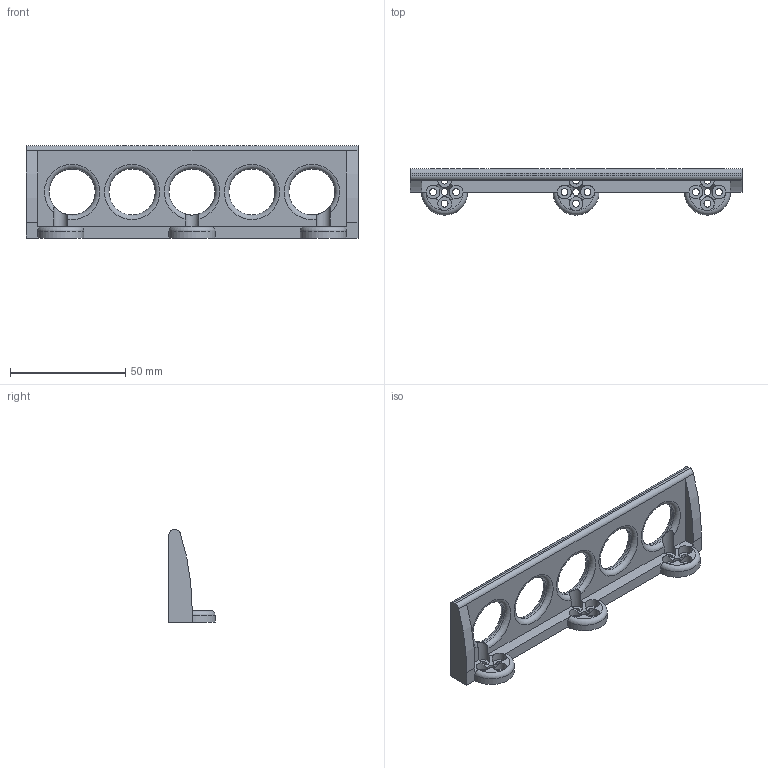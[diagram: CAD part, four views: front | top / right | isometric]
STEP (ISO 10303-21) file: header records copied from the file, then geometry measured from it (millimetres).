
FILE_DESCRIPTION(/* description */ (''),/* implementation_level */ '2;1');
FILE_NAME(/* name */ '20mm tooling v1.stp',/* time_stamp */ '2021-10-12T21:20:14+01:00',/* author */ (''),/* organization */ (''),/* preprocessor_version */ 'ST-DEVELOPER v18.1',/* originating_system */ 'Autodesk Translation Framework v10.10.0.1391',/* authorisation */ '');
FILE_SCHEMA (('AUTOMOTIVE_DESIGN { 1 0 10303 214 3 1 1 }'));
Length unit declared in the file: millimetre
Products named in the file (1): 20mm tooling
Bounding box: 144 x 20 x 40 mm (x, y, z)
Volume: 25386.8 mm3; surface area: 14735.3 mm2
Topology: 1 solids, 1 shells, 92 faces, 259 edges, 163 vertices
Faces by surface type: cylinder 42, plane 34, torus 13, cone 3
Full cylindrical faces by diameter (mm): 3 x15, 6 x12, 20 x2
Entity records: 3461 total; most frequent: CARTESIAN_POINT 905, DIRECTION 562, ORIENTED_EDGE 518, EDGE_CURVE 259, AXIS2_PLACEMENT_3D 240, VERTEX_POINT 163, CIRCLE 147, EDGE_LOOP 126
